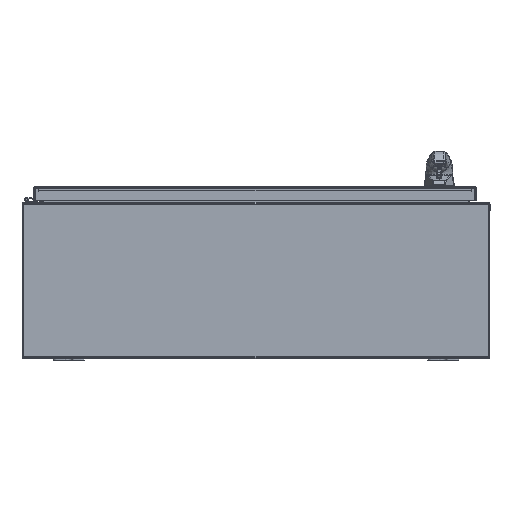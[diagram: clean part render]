
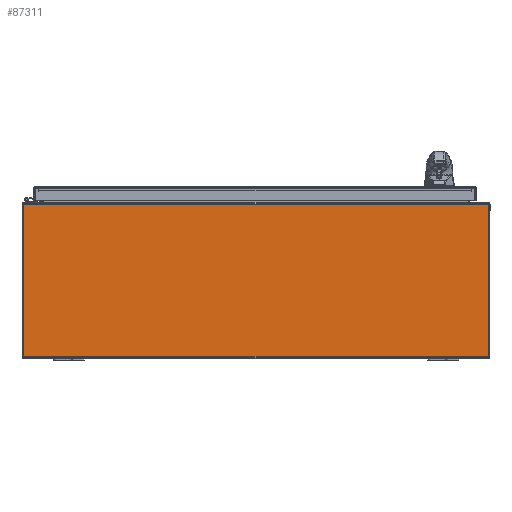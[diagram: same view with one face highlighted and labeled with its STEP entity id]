
A CAD part, front view. The second image highlights one B-rep face of the part: STEP entity #87311.
In plain terms, the highlighted planar face has unit normal (0, -1, 0).
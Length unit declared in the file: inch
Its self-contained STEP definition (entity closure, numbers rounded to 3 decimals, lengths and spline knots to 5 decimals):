
#4209 = LINE ( 'NONE', #63434, #66581 ) ;
#9542 = ORIENTED_EDGE ( 'NONE', *, *, #120260, .T. ) ;
#10306 = PLANE ( 'NONE',  #63573 ) ;
#11122 = DIRECTION ( 'NONE',  ( 0., 0., -1. ) ) ;
#13124 = CARTESIAN_POINT ( 'NONE',  ( 14.91495, -18., 9.89475 ) ) ;
#13424 = CARTESIAN_POINT ( 'NONE',  ( -14.88277, -18., 0.10525 ) ) ;
#16280 = CIRCLE ( 'NONE', #35845, 0.07 ) ;
#16335 = LINE ( 'NONE', #87413, #114631 ) ;
#24241 = CARTESIAN_POINT ( 'NONE',  ( -14.93789, -18., 0.06211 ) ) ;
#24331 = ORIENTED_EDGE ( 'NONE', *, *, #111590, .F. ) ;
#24536 = CIRCLE ( 'NONE', #116565, 0.07 ) ;
#28343 = DIRECTION ( 'NONE',  ( -1., 0., 0. ) ) ;
#29799 = DIRECTION ( 'NONE',  ( 0., 1., 0. ) ) ;
#29922 = LINE ( 'NONE', #85374, #112362 ) ;
#30622 = LINE ( 'NONE', #66738, #78263 ) ;
#33808 = DIRECTION ( 'NONE',  ( 1., 0., 0. ) ) ;
#35845 = AXIS2_PLACEMENT_3D ( 'NONE', #94283, #37090, #103865 ) ;
#37090 = DIRECTION ( 'NONE',  ( 0., 1., 0. ) ) ;
#37371 = VERTEX_POINT ( 'NONE', #96041 ) ;
#37547 = ORIENTED_EDGE ( 'NONE', *, *, #91556, .T. ) ;
#39758 = DIRECTION ( 'NONE',  ( -1., 0., 0. ) ) ;
#41385 = CARTESIAN_POINT ( 'NONE',  ( 14.963, -18., 9.89475 ) ) ;
#44278 = FACE_OUTER_BOUND ( 'NONE', #113468, .T. ) ;
#47586 = EDGE_CURVE ( 'NONE', #57188, #94249, #16335, .T. ) ;
#48871 = CARTESIAN_POINT ( 'NONE',  ( 14.963, -18., 9.89475 ) ) ;
#51562 = CARTESIAN_POINT ( 'NONE',  ( 14.963, -18., 0.12745 ) ) ;
#53797 = VECTOR ( 'NONE', #83548, 39.37008 ) ;
#56769 = LINE ( 'NONE', #73885, #53797 ) ;
#57188 = VERTEX_POINT ( 'NONE', #13424 ) ;
#62773 = EDGE_CURVE ( 'NONE', #103885, #87504, #56769, .T. ) ;
#63434 = CARTESIAN_POINT ( 'NONE',  ( 14.91495, -18., 9.89475 ) ) ;
#63573 = AXIS2_PLACEMENT_3D ( 'NONE', #86830, #29799, #96451 ) ;
#64301 = LINE ( 'NONE', #48871, #83768 ) ;
#65150 = VERTEX_POINT ( 'NONE', #51562 ) ;
#66581 = VECTOR ( 'NONE', #39758, 39.37008 ) ;
#66738 = CARTESIAN_POINT ( 'NONE',  ( -14.963, -18., 0.12745 ) ) ;
#68366 = EDGE_CURVE ( 'NONE', #37371, #57188, #24536, .T. ) ;
#73885 = CARTESIAN_POINT ( 'NONE',  ( 14.963, -18., 9.89475 ) ) ;
#76343 = DIRECTION ( 'NONE',  ( 0., 0., 1. ) ) ;
#77283 = ORIENTED_EDGE ( 'NONE', *, *, #47586, .T. ) ;
#78263 = VECTOR ( 'NONE', #76343, 39.37008 ) ;
#83548 = DIRECTION ( 'NONE',  ( -1., 0., 0. ) ) ;
#83768 = VECTOR ( 'NONE', #11122, 39.37008 ) ;
#85374 = CARTESIAN_POINT ( 'NONE',  ( -14.91495, -18., 9.89475 ) ) ;
#86830 = CARTESIAN_POINT ( 'NONE',  ( 0., -18., 5.00948 ) ) ;
#87311 = ADVANCED_FACE ( 'NONE', ( #44278 ), #10306, .F. ) ;
#87413 = CARTESIAN_POINT ( 'NONE',  ( -14.88277, -18., 0.10525 ) ) ;
#87504 = VERTEX_POINT ( 'NONE', #13124 ) ;
#90911 = DIRECTION ( 'NONE',  ( 0., 1., 0. ) ) ;
#91556 = EDGE_CURVE ( 'NONE', #87504, #103559, #4209, .T. ) ;
#94249 = VERTEX_POINT ( 'NONE', #119760 ) ;
#94283 = CARTESIAN_POINT ( 'NONE',  ( 14.93789, -18., 0.06211 ) ) ;
#95830 = CARTESIAN_POINT ( 'NONE',  ( -14.963, -18., 9.89475 ) ) ;
#96041 = CARTESIAN_POINT ( 'NONE',  ( -14.963, -18., 0.12745 ) ) ;
#96451 = DIRECTION ( 'NONE',  ( 1., 0., 0. ) ) ;
#97421 = DIRECTION ( 'NONE',  ( 1., 0., 0. ) ) ;
#98054 = ORIENTED_EDGE ( 'NONE', *, *, #62773, .T. ) ;
#101945 = EDGE_CURVE ( 'NONE', #103885, #65150, #64301, .T. ) ;
#103559 = VERTEX_POINT ( 'NONE', #106359 ) ;
#103865 = DIRECTION ( 'NONE',  ( 1., 0., 0. ) ) ;
#103885 = VERTEX_POINT ( 'NONE', #41385 ) ;
#106359 = CARTESIAN_POINT ( 'NONE',  ( -14.91495, -18., 9.89475 ) ) ;
#111049 = EDGE_CURVE ( 'NONE', #103559, #118313, #29922, .T. ) ;
#111590 = EDGE_CURVE ( 'NONE', #37371, #118313, #30622, .T. ) ;
#112362 = VECTOR ( 'NONE', #28343, 39.37008 ) ;
#113468 = EDGE_LOOP ( 'NONE', ( #98054, #37547, #121826, #24331, #121604, #77283, #9542, #115462 ) ) ;
#114631 = VECTOR ( 'NONE', #97421, 39.37008 ) ;
#115462 = ORIENTED_EDGE ( 'NONE', *, *, #101945, .F. ) ;
#116565 = AXIS2_PLACEMENT_3D ( 'NONE', #24241, #90911, #33808 ) ;
#118313 = VERTEX_POINT ( 'NONE', #95830 ) ;
#119760 = CARTESIAN_POINT ( 'NONE',  ( 14.88277, -18., 0.10525 ) ) ;
#120260 = EDGE_CURVE ( 'NONE', #94249, #65150, #16280, .T. ) ;
#121604 = ORIENTED_EDGE ( 'NONE', *, *, #68366, .T. ) ;
#121826 = ORIENTED_EDGE ( 'NONE', *, *, #111049, .T. ) ;
